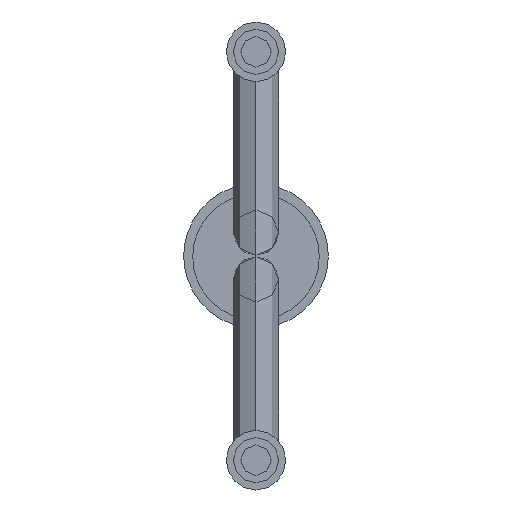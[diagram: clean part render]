
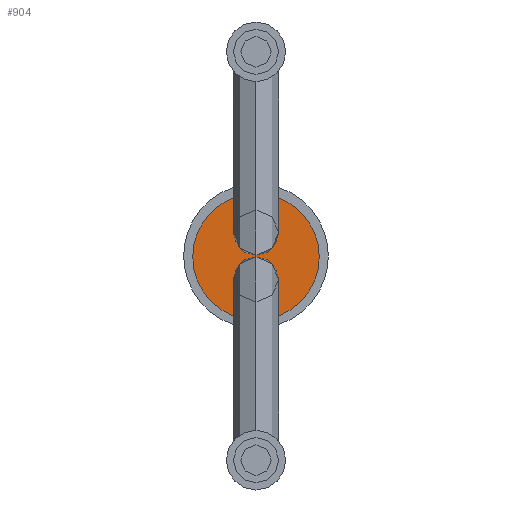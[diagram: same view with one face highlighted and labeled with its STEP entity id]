
A CAD part, left-side view. The second image highlights one B-rep face of the part: STEP entity #904.
In plain terms, the highlighted planar face has unit normal (-1, 0, 0).
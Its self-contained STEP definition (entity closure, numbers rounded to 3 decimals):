
#2 = VERTEX_POINT ( 'NONE', #511 ) ;
#64 = DIRECTION ( 'NONE',  ( 0., 0., 1. ) ) ;
#67 = CARTESIAN_POINT ( 'NONE',  ( -135., 0., -0.65 ) ) ;
#94 = EDGE_CURVE ( 'NONE', #841, #1070, #469, .T. ) ;
#111 = AXIS2_PLACEMENT_3D ( 'NONE', #386, #775, #973 ) ;
#126 = CARTESIAN_POINT ( 'NONE',  ( -135., 0., -0.65 ) ) ;
#136 = DIRECTION ( 'NONE',  ( 0., 0., 1. ) ) ;
#141 = ORIENTED_EDGE ( 'NONE', *, *, #598, .F. ) ;
#149 = CARTESIAN_POINT ( 'NONE',  ( -135., 0., -1.275 ) ) ;
#156 = ORIENTED_EDGE ( 'NONE', *, *, #246, .F. ) ;
#182 = DIRECTION ( 'NONE',  ( 0., 0., 1. ) ) ;
#246 = EDGE_CURVE ( 'NONE', #1118, #2, #1036, .T. ) ;
#257 = FACE_BOUND ( 'NONE', #1136, .T. ) ;
#268 = CARTESIAN_POINT ( 'NONE',  ( -135., 0., 1.275 ) ) ;
#298 = ORIENTED_EDGE ( 'NONE', *, *, #401, .F. ) ;
#338 = ORIENTED_EDGE ( 'NONE', *, *, #669, .T. ) ;
#346 = CARTESIAN_POINT ( 'NONE',  ( -135., 0., 0.65 ) ) ;
#386 = CARTESIAN_POINT ( 'NONE',  ( -135., 0., -0.025 ) ) ;
#401 = EDGE_CURVE ( 'NONE', #2, #1118, #736, .T. ) ;
#413 = ORIENTED_EDGE ( 'NONE', *, *, #1269, .F. ) ;
#423 = CARTESIAN_POINT ( 'NONE',  ( -135., 0., -0.025 ) ) ;
#434 = FACE_OUTER_BOUND ( 'NONE', #758, .T. ) ;
#438 = DIRECTION ( 'NONE',  ( 0., 0., 1. ) ) ;
#464 = AXIS2_PLACEMENT_3D ( 'NONE', #67, #658, #64 ) ;
#469 = CIRCLE ( 'NONE', #1126, 1.75 ) ;
#507 = DIRECTION ( 'NONE',  ( 0., 0., 1. ) ) ;
#510 = PLANE ( 'NONE',  #965 ) ;
#511 = CARTESIAN_POINT ( 'NONE',  ( -135., 0., 0.025 ) ) ;
#514 = AXIS2_PLACEMENT_3D ( 'NONE', #346, #1056, #657 ) ;
#527 = DIRECTION ( 'NONE',  ( -1., 0., 0. ) ) ;
#543 = EDGE_LOOP ( 'NONE', ( #298, #156 ) ) ;
#598 = EDGE_CURVE ( 'NONE', #976, #804, #1205, .T. ) ;
#627 = DIRECTION ( 'NONE',  ( -1., 0., 0. ) ) ;
#657 = DIRECTION ( 'NONE',  ( 0., 0., 1. ) ) ;
#658 = DIRECTION ( 'NONE',  ( -1., 0., 0. ) ) ;
#669 = EDGE_CURVE ( 'NONE', #1070, #841, #901, .T. ) ;
#681 = CIRCLE ( 'NONE', #755, 0.625 ) ;
#687 = AXIS2_PLACEMENT_3D ( 'NONE', #777, #1176, #182 ) ;
#716 = CARTESIAN_POINT ( 'NONE',  ( -135., 0., -1.775 ) ) ;
#722 = DIRECTION ( 'NONE',  ( -1., 0., 0. ) ) ;
#736 = CIRCLE ( 'NONE', #687, 0.625 ) ;
#740 = CARTESIAN_POINT ( 'NONE',  ( -135., 0., -0.025 ) ) ;
#755 = AXIS2_PLACEMENT_3D ( 'NONE', #126, #722, #136 ) ;
#758 = EDGE_LOOP ( 'NONE', ( #1200, #338 ) ) ;
#775 = DIRECTION ( 'NONE',  ( -1., 0., 0. ) ) ;
#777 = CARTESIAN_POINT ( 'NONE',  ( -135., 0., 0.65 ) ) ;
#790 = FACE_BOUND ( 'NONE', #543, .T. ) ;
#804 = VERTEX_POINT ( 'NONE', #740 ) ;
#841 = VERTEX_POINT ( 'NONE', #716 ) ;
#901 = CIRCLE ( 'NONE', #111, 1.75 ) ;
#904 = ADVANCED_FACE ( 'NONE', ( #790, #434, #257 ), #510, .T. ) ;
#965 = AXIS2_PLACEMENT_3D ( 'NONE', #1020, #527, #507 ) ;
#973 = DIRECTION ( 'NONE',  ( 0., 0., 1. ) ) ;
#976 = VERTEX_POINT ( 'NONE', #149 ) ;
#1020 = CARTESIAN_POINT ( 'NONE',  ( -135., 0., -0.025 ) ) ;
#1036 = CIRCLE ( 'NONE', #514, 0.625 ) ;
#1056 = DIRECTION ( 'NONE',  ( -1., 0., 0. ) ) ;
#1070 = VERTEX_POINT ( 'NONE', #1192 ) ;
#1118 = VERTEX_POINT ( 'NONE', #268 ) ;
#1126 = AXIS2_PLACEMENT_3D ( 'NONE', #423, #627, #438 ) ;
#1136 = EDGE_LOOP ( 'NONE', ( #141, #413 ) ) ;
#1176 = DIRECTION ( 'NONE',  ( -1., 0., 0. ) ) ;
#1192 = CARTESIAN_POINT ( 'NONE',  ( -135., 0., 1.725 ) ) ;
#1200 = ORIENTED_EDGE ( 'NONE', *, *, #94, .T. ) ;
#1205 = CIRCLE ( 'NONE', #464, 0.625 ) ;
#1269 = EDGE_CURVE ( 'NONE', #804, #976, #681, .T. ) ;
